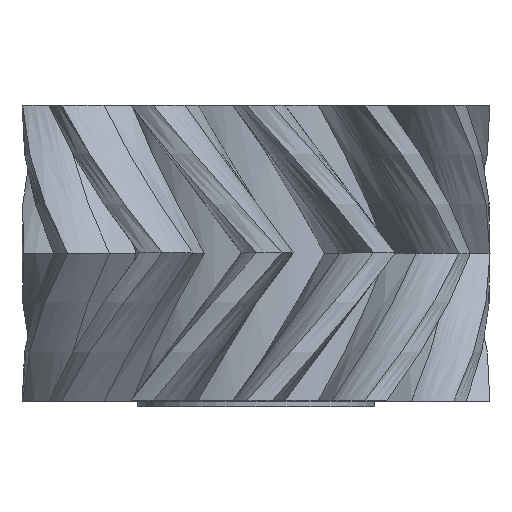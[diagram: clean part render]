
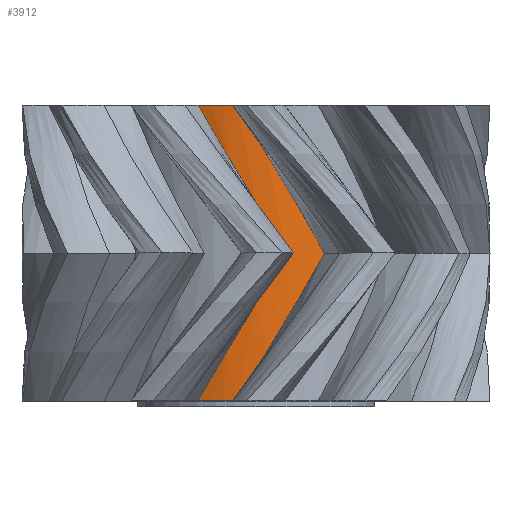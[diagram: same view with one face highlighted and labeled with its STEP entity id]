
A CAD part, top view. The second image highlights one B-rep face of the part: STEP entity #3912.
In plain terms, the highlighted cylindrical face has radius 5.314 mm (diameter 10.628 mm), a partial arc.
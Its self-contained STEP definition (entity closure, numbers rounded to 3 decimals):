
#46=B_SPLINE_CURVE_WITH_KNOTS('',3,(#5960,#5961,#5962,#5963),
 .UNSPECIFIED.,.F.,.F.,(4,4),(-0.5,0.),
 .UNSPECIFIED.);
#56=B_SPLINE_CURVE_WITH_KNOTS('',3,(#6174,#6175,#6176,#6177),
 .UNSPECIFIED.,.F.,.F.,(4,4),(0.005,0.585),
 .UNSPECIFIED.);
#206=B_SPLINE_CURVE_WITH_KNOTS('',3,(#8988,#8989,#8990,#8991),
 .UNSPECIFIED.,.F.,.F.,(4,4),(0.,0.581),
 .UNSPECIFIED.);
#249=B_SPLINE_CURVE_WITH_KNOTS('',3,(#9549,#9550,#9551,#9552),
 .UNSPECIFIED.,.F.,.F.,(4,4),(0.,0.581),
 .UNSPECIFIED.);
#767=FACE_OUTER_BOUND('',#989,.T.);
#989=EDGE_LOOP('',(#3293,#3294,#3295,#3296,#3297,#3298));
#1508=CIRCLE('',#4210,5.314);
#1510=CIRCLE('',#4213,5.314);
#1714=VERTEX_POINT('',#5958);
#1715=VERTEX_POINT('',#5959);
#1722=VERTEX_POINT('',#6172);
#1723=VERTEX_POINT('',#6173);
#1845=VERTEX_POINT('',#8987);
#1898=VERTEX_POINT('',#9511);
#2185=EDGE_CURVE('',#1714,#1715,#46,.F.);
#2197=EDGE_CURVE('',#1722,#1723,#56,.F.);
#2371=EDGE_CURVE('',#1845,#1715,#206,.T.);
#2429=EDGE_CURVE('',#1898,#1845,#1508,.T.);
#2434=EDGE_CURVE('',#1723,#1714,#1510,.T.);
#2435=EDGE_CURVE('',#1722,#1898,#249,.T.);
#3293=ORIENTED_EDGE('',*,*,#2371,.T.);
#3294=ORIENTED_EDGE('',*,*,#2185,.F.);
#3295=ORIENTED_EDGE('',*,*,#2434,.F.);
#3296=ORIENTED_EDGE('',*,*,#2197,.F.);
#3297=ORIENTED_EDGE('',*,*,#2435,.T.);
#3298=ORIENTED_EDGE('',*,*,#2429,.T.);
#3740=CYLINDRICAL_SURFACE('',#4212,5.314);
#3912=ADVANCED_FACE('',(#767),#3740,.T.);
#4210=AXIS2_PLACEMENT_3D('',#9512,#4834,#4835);
#4212=AXIS2_PLACEMENT_3D('',#9547,#4838,#4839);
#4213=AXIS2_PLACEMENT_3D('',#9548,#4840,#4841);
#4834=DIRECTION('center_axis',(0.,1.,0.));
#4835=DIRECTION('ref_axis',(1.,0.,-0.015));
#4838=DIRECTION('center_axis',(0.,1.,0.));
#4839=DIRECTION('ref_axis',(1.,0.,-0.015));
#4840=DIRECTION('center_axis',(0.,1.,0.));
#4841=DIRECTION('ref_axis',(1.,0.,-0.015));
#5958=CARTESIAN_POINT('',(-19.456,8.242,6.45));
#5959=CARTESIAN_POINT('',(-16.531,3.292,5.969));
#5960=CARTESIAN_POINT('Ctrl Pts',(-16.531,3.292,5.969));
#5961=CARTESIAN_POINT('Ctrl Pts',(-17.434,4.942,6.4));
#5962=CARTESIAN_POINT('Ctrl Pts',(-18.462,6.592,6.569));
#5963=CARTESIAN_POINT('Ctrl Pts',(-19.456,8.242,6.45));
#6172=CARTESIAN_POINT('',(-17.809,3.292,6.39));
#6173=CARTESIAN_POINT('',(-20.762,8.242,6.121));
#6174=CARTESIAN_POINT('Ctrl Pts',(-20.762,8.242,6.121));
#6175=CARTESIAN_POINT('Ctrl Pts',(-19.829,6.592,6.487));
#6176=CARTESIAN_POINT('Ctrl Pts',(-18.792,4.942,6.581));
#6177=CARTESIAN_POINT('Ctrl Pts',(-17.809,3.292,6.39));
#8987=CARTESIAN_POINT('',(-19.456,-1.658,6.45));
#8988=CARTESIAN_POINT('Ctrl Pts',(-19.456,-1.658,6.45));
#8989=CARTESIAN_POINT('Ctrl Pts',(-18.462,-0.008,
6.569));
#8990=CARTESIAN_POINT('Ctrl Pts',(-17.434,1.642,6.4));
#8991=CARTESIAN_POINT('Ctrl Pts',(-16.531,3.292,5.969));
#9511=CARTESIAN_POINT('',(-20.762,-1.658,6.121));
#9512=CARTESIAN_POINT('Origin',(-18.821,-1.658,1.174));
#9547=CARTESIAN_POINT('Origin',(-18.821,-1.658,1.174));
#9548=CARTESIAN_POINT('Origin',(-18.821,8.242,1.174));
#9549=CARTESIAN_POINT('Ctrl Pts',(-17.809,3.292,6.39));
#9550=CARTESIAN_POINT('Ctrl Pts',(-18.792,1.642,6.581));
#9551=CARTESIAN_POINT('Ctrl Pts',(-19.829,-0.008,
6.487));
#9552=CARTESIAN_POINT('Ctrl Pts',(-20.762,-1.658,6.121));
